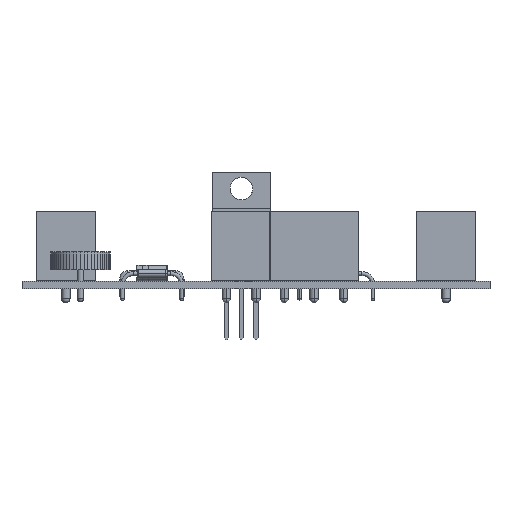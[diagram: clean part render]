
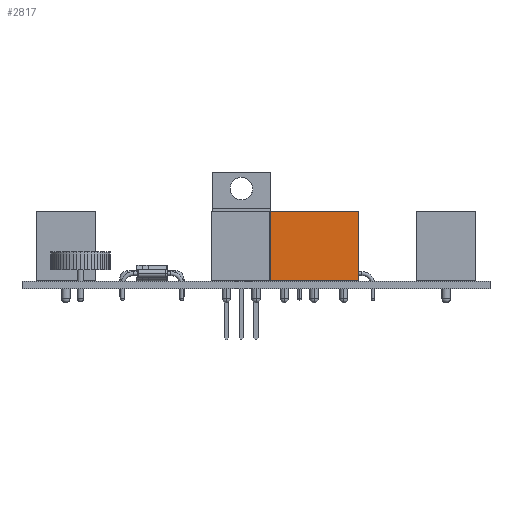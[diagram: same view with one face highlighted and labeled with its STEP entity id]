
A CAD part, front view. The second image highlights one B-rep face of the part: STEP entity #2817.
In plain terms, the highlighted planar face has unit normal (0, -1, 0).
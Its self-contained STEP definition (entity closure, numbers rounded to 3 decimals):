
#2792 = VERTEX_POINT('',#2793);
#2793 = CARTESIAN_POINT('',(-2.54,-5.08,12.));
#2799 = EDGE_CURVE('',#2800,#2792,#2802,.T.);
#2800 = VERTEX_POINT('',#2801);
#2801 = CARTESIAN_POINT('',(-2.54,-5.08,0.2));
#2802 = LINE('',#2803,#2804);
#2803 = CARTESIAN_POINT('',(-2.54,-5.08,0.2));
#2804 = VECTOR('',#2805,1.);
#2805 = DIRECTION('',(0.,0.,1.));
#2817 = ADVANCED_FACE('',(#2818),#2843,.F.);
#2818 = FACE_BOUND('',#2819,.F.);
#2819 = EDGE_LOOP('',(#2820,#2821,#2829,#2837));
#2820 = ORIENTED_EDGE('',*,*,#2799,.T.);
#2821 = ORIENTED_EDGE('',*,*,#2822,.T.);
#2822 = EDGE_CURVE('',#2792,#2823,#2825,.T.);
#2823 = VERTEX_POINT('',#2824);
#2824 = CARTESIAN_POINT('',(12.7,-5.08,12.));
#2825 = LINE('',#2826,#2827);
#2826 = CARTESIAN_POINT('',(-2.54,-5.08,12.));
#2827 = VECTOR('',#2828,1.);
#2828 = DIRECTION('',(1.,0.,0.));
#2829 = ORIENTED_EDGE('',*,*,#2830,.F.);
#2830 = EDGE_CURVE('',#2831,#2823,#2833,.T.);
#2831 = VERTEX_POINT('',#2832);
#2832 = CARTESIAN_POINT('',(12.7,-5.08,0.2));
#2833 = LINE('',#2834,#2835);
#2834 = CARTESIAN_POINT('',(12.7,-5.08,0.2));
#2835 = VECTOR('',#2836,1.);
#2836 = DIRECTION('',(0.,0.,1.));
#2837 = ORIENTED_EDGE('',*,*,#2838,.F.);
#2838 = EDGE_CURVE('',#2800,#2831,#2839,.T.);
#2839 = LINE('',#2840,#2841);
#2840 = CARTESIAN_POINT('',(-2.54,-5.08,0.2));
#2841 = VECTOR('',#2842,1.);
#2842 = DIRECTION('',(1.,0.,0.));
#2843 = PLANE('',#2844);
#2844 = AXIS2_PLACEMENT_3D('',#2845,#2846,#2847);
#2845 = CARTESIAN_POINT('',(-2.54,-5.08,0.2));
#2846 = DIRECTION('',(0.,1.,0.));
#2847 = DIRECTION('',(1.,0.,0.));
